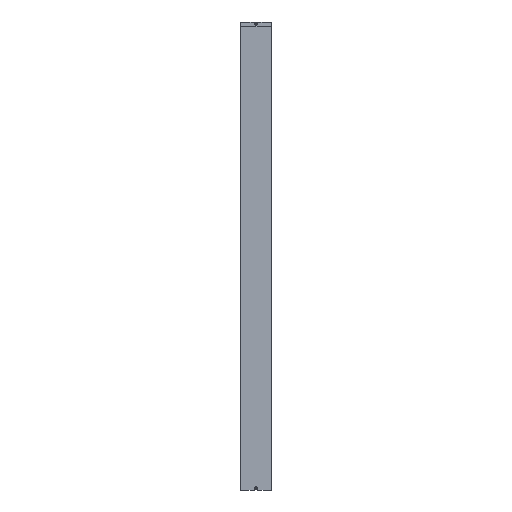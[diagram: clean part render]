
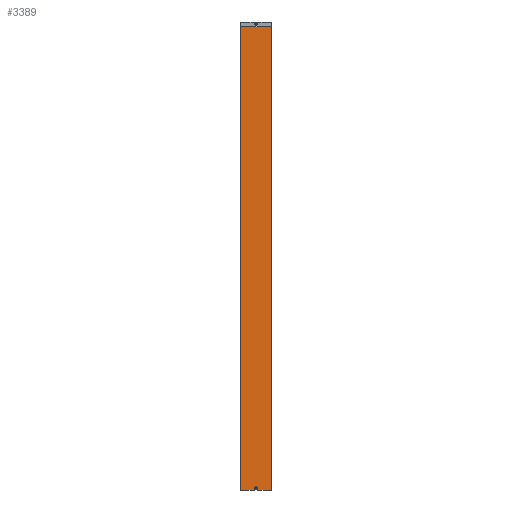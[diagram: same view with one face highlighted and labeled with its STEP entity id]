
A CAD part, front view. The second image highlights one B-rep face of the part: STEP entity #3389.
In plain terms, the highlighted planar face has unit normal (0, -1, 0).
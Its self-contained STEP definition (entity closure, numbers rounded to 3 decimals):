
#5 = CARTESIAN_POINT ( 'NONE',  ( 11.207, 0., -2969. ) ) ;
#43 = CARTESIAN_POINT ( 'NONE',  ( 0., 0., -2955. ) ) ;
#144 = CARTESIAN_POINT ( 'NONE',  ( -11.207, 0., -2969. ) ) ;
#193 = VERTEX_POINT ( 'NONE', #8916 ) ;
#283 = VERTEX_POINT ( 'NONE', #2892 ) ;
#386 = CARTESIAN_POINT ( 'NONE',  ( -74.248, 0., 0. ) ) ;
#433 = AXIS2_PLACEMENT_3D ( 'NONE', #2017, #6870, #2708 ) ;
#495 = EDGE_CURVE ( 'NONE', #7616, #5055, #1994, .T. ) ;
#614 = ORIENTED_EDGE ( 'NONE', *, *, #3375, .T. ) ;
#618 = ORIENTED_EDGE ( 'NONE', *, *, #4513, .T. ) ;
#664 = VECTOR ( 'NONE', #959, 1000. ) ;
#731 = DIRECTION ( 'NONE',  ( 0., 0., 1. ) ) ;
#745 = CIRCLE ( 'NONE', #6496, 0.3 ) ;
#770 = EDGE_LOOP ( 'NONE', ( #2859, #5842, #5067, #614, #2025, #4137, #2549, #4181, #2255, #2397, #7436, #7180, #7715 ) ) ;
#959 = DIRECTION ( 'NONE',  ( 1., 0., 0. ) ) ;
#974 = CIRCLE ( 'NONE', #8921, 7.3 ) ;
#980 = EDGE_CURVE ( 'NONE', #193, #283, #6347, .T. ) ;
#997 = DIRECTION ( 'NONE',  ( 0., 1., 0. ) ) ;
#1059 = CARTESIAN_POINT ( 'NONE',  ( -24.75, 0., 0. ) ) ;
#1261 = CARTESIAN_POINT ( 'NONE',  ( 11.119, 0., -2968.912 ) ) ;
#1400 = LINE ( 'NONE', #7446, #4954 ) ;
#1460 = VERTEX_POINT ( 'NONE', #2127 ) ;
#1549 = DIRECTION ( 'NONE',  ( 1., 0., 0. ) ) ;
#1593 = CARTESIAN_POINT ( 'NONE',  ( 0., 0., -2962.3 ) ) ;
#1656 = DIRECTION ( 'NONE',  ( 1., 0., 0. ) ) ;
#1734 = CARTESIAN_POINT ( 'NONE',  ( 0., 0., 0. ) ) ;
#1885 = LINE ( 'NONE', #2289, #1986 ) ;
#1986 = VECTOR ( 'NONE', #1549, 1000. ) ;
#1994 = LINE ( 'NONE', #5, #6880 ) ;
#2000 = EDGE_CURVE ( 'NONE', #2619, #6571, #1885, .T. ) ;
#2017 = CARTESIAN_POINT ( 'NONE',  ( -10.5, 0., -2969. ) ) ;
#2025 = ORIENTED_EDGE ( 'NONE', *, *, #2056, .T. ) ;
#2056 = EDGE_CURVE ( 'NONE', #8818, #4505, #3281, .T. ) ;
#2074 = EDGE_CURVE ( 'NONE', #8075, #7508, #7855, .T. ) ;
#2127 = CARTESIAN_POINT ( 'NONE',  ( 11.331, 0., -2969. ) ) ;
#2239 = CARTESIAN_POINT ( 'NONE',  ( 0., 0., -2947.7 ) ) ;
#2248 = AXIS2_PLACEMENT_3D ( 'NONE', #4763, #7576, #3393 ) ;
#2255 = ORIENTED_EDGE ( 'NONE', *, *, #4034, .T. ) ;
#2274 = EDGE_LOOP ( 'NONE', ( #3072, #618 ) ) ;
#2289 = CARTESIAN_POINT ( 'NONE',  ( -100., 0., -2969. ) ) ;
#2325 = EDGE_CURVE ( 'NONE', #5490, #8636, #7218, .T. ) ;
#2397 = ORIENTED_EDGE ( 'NONE', *, *, #3734, .T. ) ;
#2549 = ORIENTED_EDGE ( 'NONE', *, *, #495, .T. ) ;
#2619 = VERTEX_POINT ( 'NONE', #5274 ) ;
#2708 = DIRECTION ( 'NONE',  ( -1., 0., 0. ) ) ;
#2746 = CARTESIAN_POINT ( 'NONE',  ( 10.5, 0., -2968.5 ) ) ;
#2859 = ORIENTED_EDGE ( 'NONE', *, *, #2000, .T. ) ;
#2892 = CARTESIAN_POINT ( 'NONE',  ( -10.854, 0., -2968.646 ) ) ;
#3072 = ORIENTED_EDGE ( 'NONE', *, *, #2325, .T. ) ;
#3218 = DIRECTION ( 'NONE',  ( 0., -1., 0. ) ) ;
#3281 = LINE ( 'NONE', #3704, #664 ) ;
#3287 = DIRECTION ( 'NONE',  ( 0., -1., 0. ) ) ;
#3371 = CARTESIAN_POINT ( 'NONE',  ( 0., 0., -2955. ) ) ;
#3375 = EDGE_CURVE ( 'NONE', #283, #8818, #8508, .T. ) ;
#3389 = ADVANCED_FACE ( 'NONE', ( #6206, #7097 ), #6169, .T. ) ;
#3393 = DIRECTION ( 'NONE',  ( 1., 0., 0. ) ) ;
#3681 = EDGE_CURVE ( 'NONE', #7092, #8075, #5931, .T. ) ;
#3704 = CARTESIAN_POINT ( 'NONE',  ( -100., 0., -2968.5 ) ) ;
#3734 = EDGE_CURVE ( 'NONE', #8901, #7508, #1400, .T. ) ;
#3968 = DIRECTION ( 'NONE',  ( 1., 0., 0. ) ) ;
#4034 = EDGE_CURVE ( 'NONE', #1460, #8901, #8276, .T. ) ;
#4064 = DIRECTION ( 'NONE',  ( 0., 0., 1. ) ) ;
#4088 = LINE ( 'NONE', #8858, #4306 ) ;
#4137 = ORIENTED_EDGE ( 'NONE', *, *, #7079, .T. ) ;
#4181 = ORIENTED_EDGE ( 'NONE', *, *, #4320, .T. ) ;
#4215 = AXIS2_PLACEMENT_3D ( 'NONE', #7466, #3287, #8192 ) ;
#4306 = VECTOR ( 'NONE', #5962, 1000. ) ;
#4320 = EDGE_CURVE ( 'NONE', #5055, #1460, #6714, .T. ) ;
#4476 = CARTESIAN_POINT ( 'NONE',  ( -90.749, 0., 0. ) ) ;
#4505 = VERTEX_POINT ( 'NONE', #2746 ) ;
#4513 = EDGE_CURVE ( 'NONE', #8636, #5490, #974, .T. ) ;
#4763 = CARTESIAN_POINT ( 'NONE',  ( 100., 0., -2969. ) ) ;
#4832 = DIRECTION ( 'NONE',  ( 0., 1., 0. ) ) ;
#4928 = CARTESIAN_POINT ( 'NONE',  ( 10.854, 0., -2968.646 ) ) ;
#4944 = DIRECTION ( 'NONE',  ( 0.707, 0., 0.707 ) ) ;
#4954 = VECTOR ( 'NONE', #8168, 1000. ) ;
#5055 = VERTEX_POINT ( 'NONE', #1261 ) ;
#5067 = ORIENTED_EDGE ( 'NONE', *, *, #980, .T. ) ;
#5119 = CARTESIAN_POINT ( 'NONE',  ( 10.5, 0., -2969. ) ) ;
#5188 = CARTESIAN_POINT ( 'NONE',  ( -49.498, 0., 0. ) ) ;
#5274 = CARTESIAN_POINT ( 'NONE',  ( -99., 0., -2969. ) ) ;
#5353 = CARTESIAN_POINT ( 'NONE',  ( -10.5, 0., -2968.5 ) ) ;
#5490 = VERTEX_POINT ( 'NONE', #2239 ) ;
#5520 = AXIS2_PLACEMENT_3D ( 'NONE', #5119, #997, #5820 ) ;
#5726 = EDGE_CURVE ( 'NONE', #6571, #193, #745, .T. ) ;
#5820 = DIRECTION ( 'NONE',  ( -1., 0., 0. ) ) ;
#5842 = ORIENTED_EDGE ( 'NONE', *, *, #5726, .T. ) ;
#5883 = CARTESIAN_POINT ( 'NONE',  ( -8.25, 0., 0. ) ) ;
#5931 = B_SPLINE_CURVE_WITH_KNOTS ( 'NONE', 3,
 ( #8682, #4476, #386, #5188, #1059, #5883, #1734 ),
 .UNSPECIFIED., .F., .F.,
 ( 4, 1, 1, 1, 4 ),
 ( 0., 0.25, 0.5, 0.75, 1. ),
 .UNSPECIFIED. ) ;
#5962 = DIRECTION ( 'NONE',  ( 0., 0., 1. ) ) ;
#6003 = VECTOR ( 'NONE', #4944, 1000. ) ;
#6169 = PLANE ( 'NONE',  #2248 ) ;
#6175 = DIRECTION ( 'NONE',  ( 0.707, 0., -0.707 ) ) ;
#6206 = FACE_BOUND ( 'NONE', #2274, .T. ) ;
#6347 = LINE ( 'NONE', #144, #6003 ) ;
#6479 = AXIS2_PLACEMENT_3D ( 'NONE', #3371, #8280, #4064 ) ;
#6496 = AXIS2_PLACEMENT_3D ( 'NONE', #7394, #3218, #8118 ) ;
#6571 = VERTEX_POINT ( 'NONE', #8417 ) ;
#6714 = CIRCLE ( 'NONE', #4215, 0.3 ) ;
#6870 = DIRECTION ( 'NONE',  ( 0., 1., 0. ) ) ;
#6880 = VECTOR ( 'NONE', #6175, 1000. ) ;
#6945 = CARTESIAN_POINT ( 'NONE',  ( 99., 0., 0. ) ) ;
#7079 = EDGE_CURVE ( 'NONE', #4505, #7616, #8750, .T. ) ;
#7092 = VERTEX_POINT ( 'NONE', #7210 ) ;
#7097 = FACE_OUTER_BOUND ( 'NONE', #770, .T. ) ;
#7180 = ORIENTED_EDGE ( 'NONE', *, *, #3681, .F. ) ;
#7210 = CARTESIAN_POINT ( 'NONE',  ( -99., 0., 0. ) ) ;
#7218 = CIRCLE ( 'NONE', #6479, 7.3 ) ;
#7313 = VECTOR ( 'NONE', #1656, 1000. ) ;
#7360 = VECTOR ( 'NONE', #3968, 1000. ) ;
#7375 = EDGE_CURVE ( 'NONE', #2619, #7092, #4088, .T. ) ;
#7394 = CARTESIAN_POINT ( 'NONE',  ( -11.331, 0., -2968.7 ) ) ;
#7436 = ORIENTED_EDGE ( 'NONE', *, *, #2074, .F. ) ;
#7446 = CARTESIAN_POINT ( 'NONE',  ( 99., 0., -2969. ) ) ;
#7452 = CARTESIAN_POINT ( 'NONE',  ( -100., 0., -2969. ) ) ;
#7466 = CARTESIAN_POINT ( 'NONE',  ( 11.331, 0., -2968.7 ) ) ;
#7508 = VERTEX_POINT ( 'NONE', #6945 ) ;
#7576 = DIRECTION ( 'NONE',  ( 0., -1., 0. ) ) ;
#7616 = VERTEX_POINT ( 'NONE', #4928 ) ;
#7715 = ORIENTED_EDGE ( 'NONE', *, *, #7375, .F. ) ;
#7855 = LINE ( 'NONE', #8618, #7313 ) ;
#8075 = VERTEX_POINT ( 'NONE', #8758 ) ;
#8118 = DIRECTION ( 'NONE',  ( 1., 0., 0. ) ) ;
#8168 = DIRECTION ( 'NONE',  ( 0., 0., 1. ) ) ;
#8192 = DIRECTION ( 'NONE',  ( 1., 0., 0. ) ) ;
#8201 = CARTESIAN_POINT ( 'NONE',  ( 99., 0., -2969. ) ) ;
#8276 = LINE ( 'NONE', #7452, #7360 ) ;
#8280 = DIRECTION ( 'NONE',  ( 0., 1., 0. ) ) ;
#8417 = CARTESIAN_POINT ( 'NONE',  ( -11.331, 0., -2969. ) ) ;
#8508 = CIRCLE ( 'NONE', #433, 0.5 ) ;
#8618 = CARTESIAN_POINT ( 'NONE',  ( -99., 0., 0. ) ) ;
#8636 = VERTEX_POINT ( 'NONE', #1593 ) ;
#8682 = CARTESIAN_POINT ( 'NONE',  ( -99., 0., 0. ) ) ;
#8750 = CIRCLE ( 'NONE', #5520, 0.5 ) ;
#8758 = CARTESIAN_POINT ( 'NONE',  ( 0., 0., 0. ) ) ;
#8818 = VERTEX_POINT ( 'NONE', #5353 ) ;
#8858 = CARTESIAN_POINT ( 'NONE',  ( -99., 0., -2969. ) ) ;
#8901 = VERTEX_POINT ( 'NONE', #8201 ) ;
#8916 = CARTESIAN_POINT ( 'NONE',  ( -11.119, 0., -2968.912 ) ) ;
#8921 = AXIS2_PLACEMENT_3D ( 'NONE', #43, #4832, #731 ) ;
